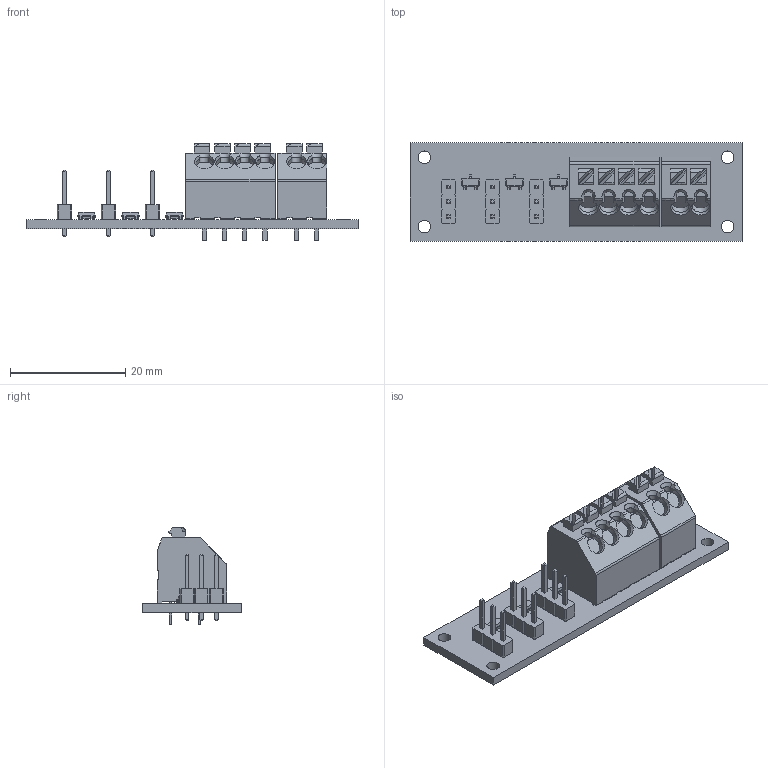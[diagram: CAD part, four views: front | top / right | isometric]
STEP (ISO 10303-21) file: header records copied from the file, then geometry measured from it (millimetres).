
FILE_DESCRIPTION(('KiCad electronic assembly'),'2;1');
FILE_NAME('RGB LED Interface.step','2024-02-23T20:41:01',('Pcbnew'),( 'Kicad'),'Open CASCADE STEP processor 7.6','KiCad to STEP converter' ,'Unknown');
FILE_SCHEMA(('AUTOMOTIVE_DESIGN { 1 0 10303 214 1 1 1 1 }'));
Length unit declared in the file: millimetre
Products named in the file (10): RGB LED Interface 1; 250-204; SOLID; PinHeader_1x03_P2.54mm_Vertical; 250-202; SOT-23; RGB LED Interface PCB
Assembly tree (13 placements, depth 3):
  RGB LED Interface 1
    250-204
      SOLID
    PinHeader_1x03_P2.54mm_Vertical  x3
      SOLID
    250-202
      SOLID
    SOT-23  x3
      SOLID
    RGB LED Interface PCB
Bounding box: 57.5 x 17 x 16.7 mm (x, y, z)
Volume: 4625 mm3; surface area: 4588.5 mm2
Topology: 9 solids, 9 shells, 763 faces, 1929 edges, 1214 vertices
Faces by surface type: bspline 738, cylinder 19, plane 6
Full cylindrical faces by diameter (mm): 1 x13, 1.1 x2, 2.2 x4
Entity records: 28528 total; most frequent: CARTESIAN_POINT 11138, B_SPLINE_CURVE_WITH_KNOTS 3136, ORIENTED_EDGE 2418, PCURVE 2418, DEFINITIONAL_REPRESENTATION 2418, EDGE_CURVE 1209, SURFACE_CURVE 1190, VERTEX_POINT 778
